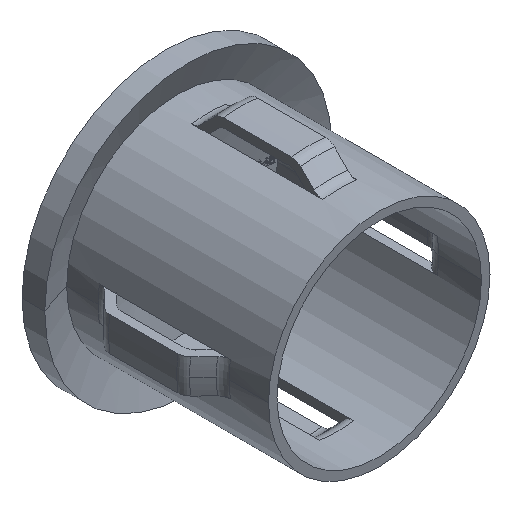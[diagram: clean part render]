
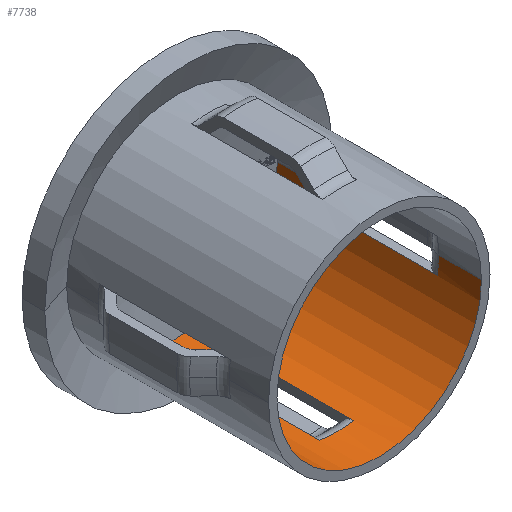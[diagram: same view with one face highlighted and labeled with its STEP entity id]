
A CAD part, isometric view. The second image highlights one B-rep face of the part: STEP entity #7738.
In plain terms, the highlighted cylindrical face has radius 12 mm (diameter 24 mm), a partial arc.
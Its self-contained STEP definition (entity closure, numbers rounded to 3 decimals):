
#34 = CIRCLE ( 'NONE', #5697, 12. ) ;
#50 = VECTOR ( 'NONE', #11205, 1000. ) ;
#205 = LINE ( 'NONE', #12924, #14168 ) ;
#471 = DIRECTION ( 'NONE',  ( 1., 0., 0. ) ) ;
#639 = VECTOR ( 'NONE', #3518, 1000. ) ;
#654 = ORIENTED_EDGE ( 'NONE', *, *, #7068, .F. ) ;
#690 = VERTEX_POINT ( 'NONE', #14725 ) ;
#846 = CIRCLE ( 'NONE', #17091, 12. ) ;
#872 = CIRCLE ( 'NONE', #2901, 12. ) ;
#971 = CYLINDRICAL_SURFACE ( 'NONE', #11711, 12. ) ;
#1052 = CARTESIAN_POINT ( 'NONE',  ( -2., 19.586, -11.832 ) ) ;
#1149 = ORIENTED_EDGE ( 'NONE', *, *, #12292, .T. ) ;
#1180 = ORIENTED_EDGE ( 'NONE', *, *, #11614, .F. ) ;
#1789 = CIRCLE ( 'NONE', #13968, 12. ) ;
#2029 = CARTESIAN_POINT ( 'NONE',  ( 12., 25.5, 0. ) ) ;
#2181 = CARTESIAN_POINT ( 'NONE',  ( 2., 20., -11.832 ) ) ;
#2311 = DIRECTION ( 'NONE',  ( 0., -1., 0. ) ) ;
#2504 = CARTESIAN_POINT ( 'NONE',  ( 0., 19.586, 0. ) ) ;
#2671 = FACE_BOUND ( 'NONE', #8393, .T. ) ;
#2725 = VERTEX_POINT ( 'NONE', #12375 ) ;
#2901 = AXIS2_PLACEMENT_3D ( 'NONE', #7855, #3728, #11775 ) ;
#3100 = EDGE_CURVE ( 'NONE', #690, #11237, #7911, .T. ) ;
#3287 = FACE_OUTER_BOUND ( 'NONE', #10419, .T. ) ;
#3297 = CARTESIAN_POINT ( 'NONE',  ( 0., 23.959, 0. ) ) ;
#3518 = DIRECTION ( 'NONE',  ( 0., -1., 0. ) ) ;
#3542 = DIRECTION ( 'NONE',  ( 0., -1., 0. ) ) ;
#3588 = DIRECTION ( 'NONE',  ( 0., -1., 0. ) ) ;
#3695 = CARTESIAN_POINT ( 'NONE',  ( 0., 19.586, 0. ) ) ;
#3728 = DIRECTION ( 'NONE',  ( 0., -1., 0. ) ) ;
#3801 = DIRECTION ( 'NONE',  ( 1., 0., 0. ) ) ;
#4022 = ORIENTED_EDGE ( 'NONE', *, *, #8310, .F. ) ;
#4101 = LINE ( 'NONE', #7777, #15534 ) ;
#4364 = CIRCLE ( 'NONE', #10923, 12. ) ;
#4633 = VERTEX_POINT ( 'NONE', #6298 ) ;
#4635 = CARTESIAN_POINT ( 'NONE',  ( 12., 0., 0. ) ) ;
#4900 = CARTESIAN_POINT ( 'NONE',  ( 0., 19.586, 0. ) ) ;
#4954 = VECTOR ( 'NONE', #10798, 1000. ) ;
#5317 = CARTESIAN_POINT ( 'NONE',  ( 2., 19.586, -11.832 ) ) ;
#5334 = CARTESIAN_POINT ( 'NONE',  ( -12., 0., 0. ) ) ;
#5341 = CARTESIAN_POINT ( 'NONE',  ( 12., 5.029, 0. ) ) ;
#5539 = VERTEX_POINT ( 'NONE', #16675 ) ;
#5697 = AXIS2_PLACEMENT_3D ( 'NONE', #12778, #15341, #471 ) ;
#5776 = CIRCLE ( 'NONE', #7449, 12. ) ;
#5882 = ORIENTED_EDGE ( 'NONE', *, *, #11334, .F. ) ;
#5909 = CARTESIAN_POINT ( 'NONE',  ( 11.832, 5.029, -2. ) ) ;
#6026 = DIRECTION ( 'NONE',  ( 1., 0., 0. ) ) ;
#6064 = DIRECTION ( 'NONE',  ( 0., -1., 0. ) ) ;
#6298 = CARTESIAN_POINT ( 'NONE',  ( -12., 23.959, 0. ) ) ;
#6400 = DIRECTION ( 'NONE',  ( 0., -1., 0. ) ) ;
#6404 = VERTEX_POINT ( 'NONE', #5909 ) ;
#6415 = EDGE_CURVE ( 'NONE', #15252, #11237, #34, .T. ) ;
#6469 = EDGE_CURVE ( 'NONE', #15882, #5539, #15704, .T. ) ;
#6470 = DIRECTION ( 'NONE',  ( 0., -1., 0. ) ) ;
#6529 = CARTESIAN_POINT ( 'NONE',  ( -12., 19.586, 0. ) ) ;
#6538 = VERTEX_POINT ( 'NONE', #5341 ) ;
#6864 = VERTEX_POINT ( 'NONE', #1052 ) ;
#7068 = EDGE_CURVE ( 'NONE', #14972, #2725, #11654, .T. ) ;
#7125 = ORIENTED_EDGE ( 'NONE', *, *, #12738, .F. ) ;
#7220 = LINE ( 'NONE', #11404, #13168 ) ;
#7301 = ORIENTED_EDGE ( 'NONE', *, *, #14734, .T. ) ;
#7449 = AXIS2_PLACEMENT_3D ( 'NONE', #2504, #6470, #8009 ) ;
#7631 = ORIENTED_EDGE ( 'NONE', *, *, #10309, .T. ) ;
#7715 = CIRCLE ( 'NONE', #16874, 12. ) ;
#7738 = ADVANCED_FACE ( 'NONE', ( #2671, #3287 ), #971, .F. ) ;
#7777 = CARTESIAN_POINT ( 'NONE',  ( -12., 25.5, 0. ) ) ;
#7855 = CARTESIAN_POINT ( 'NONE',  ( 0., 5.029, 0. ) ) ;
#7911 = LINE ( 'NONE', #9469, #4954 ) ;
#8009 = DIRECTION ( 'NONE',  ( 1., 0., 0. ) ) ;
#8192 = ORIENTED_EDGE ( 'NONE', *, *, #13465, .T. ) ;
#8250 = ORIENTED_EDGE ( 'NONE', *, *, #16448, .T. ) ;
#8296 = VECTOR ( 'NONE', #3542, 1000. ) ;
#8310 = EDGE_CURVE ( 'NONE', #4633, #14972, #4364, .T. ) ;
#8393 = EDGE_LOOP ( 'NONE', ( #11090, #7125, #15141, #8250 ) ) ;
#8532 = DIRECTION ( 'NONE',  ( 0., -1., 0. ) ) ;
#8643 = EDGE_CURVE ( 'NONE', #14415, #690, #1789, .T. ) ;
#8778 = DIRECTION ( 'NONE',  ( 1., 0., 0. ) ) ;
#8815 = CARTESIAN_POINT ( 'NONE',  ( -2., 5.029, -11.832 ) ) ;
#8851 = CARTESIAN_POINT ( 'NONE',  ( 0., 5.029, 0. ) ) ;
#8880 = LINE ( 'NONE', #11608, #639 ) ;
#9469 = CARTESIAN_POINT ( 'NONE',  ( -11.832, 20., -2. ) ) ;
#9793 = LINE ( 'NONE', #2181, #8296 ) ;
#10112 = VERTEX_POINT ( 'NONE', #11835 ) ;
#10309 = EDGE_CURVE ( 'NONE', #4633, #14415, #11037, .T. ) ;
#10419 = EDGE_LOOP ( 'NONE', ( #4022, #7631, #16586, #15968, #13167, #7301, #8192, #1180, #5882, #17038, #1149, #654 ) ) ;
#10455 = DIRECTION ( 'NONE',  ( 0., -1., 0. ) ) ;
#10600 = CARTESIAN_POINT ( 'NONE',  ( 0., 0., 0. ) ) ;
#10798 = DIRECTION ( 'NONE',  ( 0., -1., 0. ) ) ;
#10807 = VECTOR ( 'NONE', #8532, 1000. ) ;
#10923 = AXIS2_PLACEMENT_3D ( 'NONE', #3297, #6064, #8778 ) ;
#11037 = LINE ( 'NONE', #11155, #50 ) ;
#11081 = CARTESIAN_POINT ( 'NONE',  ( 12., 23.959, 0. ) ) ;
#11090 = ORIENTED_EDGE ( 'NONE', *, *, #6469, .F. ) ;
#11116 = CARTESIAN_POINT ( 'NONE',  ( -11.832, 5.029, -2. ) ) ;
#11155 = CARTESIAN_POINT ( 'NONE',  ( -12., 25.5, 0. ) ) ;
#11205 = DIRECTION ( 'NONE',  ( 0., -1., 0. ) ) ;
#11237 = VERTEX_POINT ( 'NONE', #11116 ) ;
#11334 = EDGE_CURVE ( 'NONE', #6404, #6538, #872, .T. ) ;
#11404 = CARTESIAN_POINT ( 'NONE',  ( 11.832, 20., -2. ) ) ;
#11470 = DIRECTION ( 'NONE',  ( 0., -1., 0. ) ) ;
#11608 = CARTESIAN_POINT ( 'NONE',  ( 12., 25.5, 0. ) ) ;
#11614 = EDGE_CURVE ( 'NONE', #6538, #13004, #8880, .T. ) ;
#11654 = LINE ( 'NONE', #2029, #10807 ) ;
#11711 = AXIS2_PLACEMENT_3D ( 'NONE', #14021, #11470, #15517 ) ;
#11775 = DIRECTION ( 'NONE',  ( 1., 0., 0. ) ) ;
#11835 = CARTESIAN_POINT ( 'NONE',  ( 11.832, 19.586, -2. ) ) ;
#12292 = EDGE_CURVE ( 'NONE', #10112, #2725, #846, .T. ) ;
#12375 = CARTESIAN_POINT ( 'NONE',  ( 12., 19.586, 0. ) ) ;
#12703 = AXIS2_PLACEMENT_3D ( 'NONE', #8851, #15746, #15683 ) ;
#12738 = EDGE_CURVE ( 'NONE', #6864, #15882, #205, .T. ) ;
#12778 = CARTESIAN_POINT ( 'NONE',  ( 0., 5.029, 0. ) ) ;
#12924 = CARTESIAN_POINT ( 'NONE',  ( -2., 20., -11.832 ) ) ;
#13004 = VERTEX_POINT ( 'NONE', #4635 ) ;
#13167 = ORIENTED_EDGE ( 'NONE', *, *, #6415, .F. ) ;
#13168 = VECTOR ( 'NONE', #15448, 1000. ) ;
#13465 = EDGE_CURVE ( 'NONE', #15362, #13004, #7715, .T. ) ;
#13968 = AXIS2_PLACEMENT_3D ( 'NONE', #4900, #14129, #6026 ) ;
#14021 = CARTESIAN_POINT ( 'NONE',  ( 0., 25.5, 0. ) ) ;
#14129 = DIRECTION ( 'NONE',  ( 0., -1., 0. ) ) ;
#14168 = VECTOR ( 'NONE', #3588, 1000. ) ;
#14365 = EDGE_CURVE ( 'NONE', #6864, #16584, #5776, .T. ) ;
#14415 = VERTEX_POINT ( 'NONE', #6529 ) ;
#14725 = CARTESIAN_POINT ( 'NONE',  ( -11.832, 19.586, -2. ) ) ;
#14734 = EDGE_CURVE ( 'NONE', #15252, #15362, #4101, .T. ) ;
#14972 = VERTEX_POINT ( 'NONE', #11081 ) ;
#15141 = ORIENTED_EDGE ( 'NONE', *, *, #14365, .T. ) ;
#15252 = VERTEX_POINT ( 'NONE', #15817 ) ;
#15341 = DIRECTION ( 'NONE',  ( 0., -1., 0. ) ) ;
#15362 = VERTEX_POINT ( 'NONE', #5334 ) ;
#15448 = DIRECTION ( 'NONE',  ( 0., -1., 0. ) ) ;
#15517 = DIRECTION ( 'NONE',  ( 1., 0., 0. ) ) ;
#15534 = VECTOR ( 'NONE', #10455, 1000. ) ;
#15683 = DIRECTION ( 'NONE',  ( 1., 0., 0. ) ) ;
#15704 = CIRCLE ( 'NONE', #12703, 12. ) ;
#15746 = DIRECTION ( 'NONE',  ( 0., -1., 0. ) ) ;
#15817 = CARTESIAN_POINT ( 'NONE',  ( -12., 5.029, 0. ) ) ;
#15865 = DIRECTION ( 'NONE',  ( 1., 0., 0. ) ) ;
#15882 = VERTEX_POINT ( 'NONE', #8815 ) ;
#15968 = ORIENTED_EDGE ( 'NONE', *, *, #3100, .T. ) ;
#16448 = EDGE_CURVE ( 'NONE', #16584, #5539, #9793, .T. ) ;
#16584 = VERTEX_POINT ( 'NONE', #5317 ) ;
#16586 = ORIENTED_EDGE ( 'NONE', *, *, #8643, .T. ) ;
#16675 = CARTESIAN_POINT ( 'NONE',  ( 2., 5.029, -11.832 ) ) ;
#16874 = AXIS2_PLACEMENT_3D ( 'NONE', #10600, #2311, #15865 ) ;
#16927 = EDGE_CURVE ( 'NONE', #10112, #6404, #7220, .T. ) ;
#17038 = ORIENTED_EDGE ( 'NONE', *, *, #16927, .F. ) ;
#17091 = AXIS2_PLACEMENT_3D ( 'NONE', #3695, #6400, #3801 ) ;
